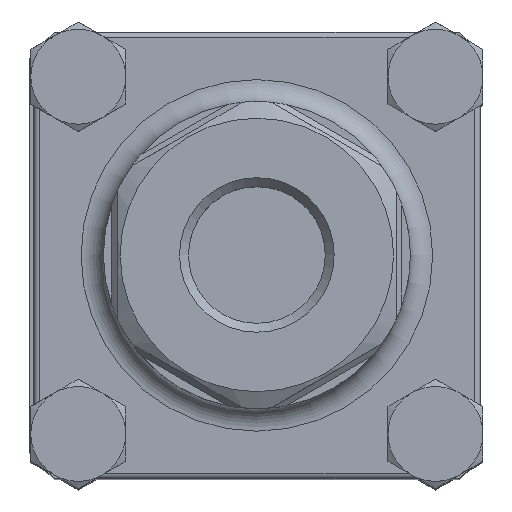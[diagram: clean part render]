
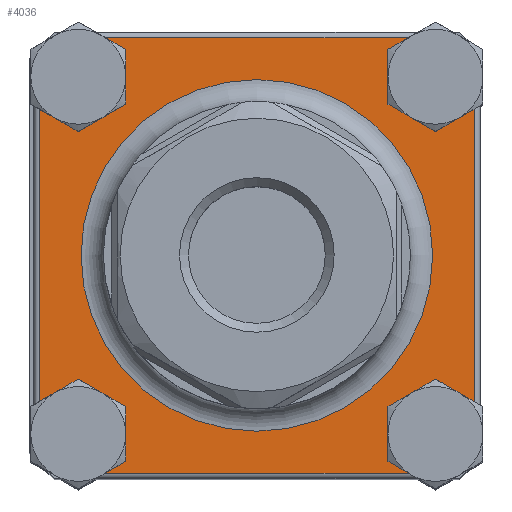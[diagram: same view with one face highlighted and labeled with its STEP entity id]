
A CAD part, top view. The second image highlights one B-rep face of the part: STEP entity #4036.
In plain terms, the highlighted planar face has unit normal (0, 0, 1).
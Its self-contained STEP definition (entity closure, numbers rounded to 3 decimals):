
#31=FACE_BOUND('',#1638,.T.);
#371=LINE('',#6739,#617);
#372=LINE('',#6741,#618);
#373=LINE('',#6746,#619);
#374=LINE('',#6747,#620);
#617=VECTOR('',#5256,10.);
#618=VECTOR('',#5257,10.);
#619=VECTOR('',#5262,10.);
#620=VECTOR('',#5263,10.);
#1002=CIRCLE('',#4282,7.8);
#1027=CIRCLE('',#4337,7.8);
#1046=CIRCLE('',#4385,7.8);
#1047=CIRCLE('',#4386,7.8);
#1058=CIRCLE('',#4419,31.5);
#1060=CIRCLE('',#4422,7.8);
#1061=CIRCLE('',#4423,7.8);
#1219=PLANE('',#4421);
#1392=FACE_OUTER_BOUND('',#1637,.T.);
#1637=EDGE_LOOP('',(#3301,#3302,#3303,#3304,#3305,#3306,#3307,#3308,#3309,
#3310));
#1638=EDGE_LOOP('',(#3311));
#1902=VERTEX_POINT('',#6172);
#1903=VERTEX_POINT('',#6173);
#1956=VERTEX_POINT('',#6384);
#1957=VERTEX_POINT('',#6385);
#1999=VERTEX_POINT('',#6573);
#2000=VERTEX_POINT('',#6574);
#2001=VERTEX_POINT('',#6576);
#2036=VERTEX_POINT('',#6735);
#2037=VERTEX_POINT('',#6740);
#2038=VERTEX_POINT('',#6742);
#2039=VERTEX_POINT('',#6744);
#2282=EDGE_CURVE('',#1902,#1903,#1002,.T.);
#2362=EDGE_CURVE('',#1956,#1957,#1027,.T.);
#2432=EDGE_CURVE('',#2001,#1999,#1046,.T.);
#2434=EDGE_CURVE('',#2000,#2001,#1047,.T.);
#2496=EDGE_CURVE('',#2036,#2036,#1058,.T.);
#2498=EDGE_CURVE('',#1956,#1903,#371,.T.);
#2499=EDGE_CURVE('',#2037,#1957,#372,.T.);
#2500=EDGE_CURVE('',#2037,#2038,#1060,.T.);
#2501=EDGE_CURVE('',#2038,#2039,#1061,.T.);
#2502=EDGE_CURVE('',#2000,#2039,#373,.T.);
#2503=EDGE_CURVE('',#1902,#1999,#374,.T.);
#3301=ORIENTED_EDGE('',*,*,#2282,.T.);
#3302=ORIENTED_EDGE('',*,*,#2498,.F.);
#3303=ORIENTED_EDGE('',*,*,#2362,.T.);
#3304=ORIENTED_EDGE('',*,*,#2499,.F.);
#3305=ORIENTED_EDGE('',*,*,#2500,.T.);
#3306=ORIENTED_EDGE('',*,*,#2501,.T.);
#3307=ORIENTED_EDGE('',*,*,#2502,.F.);
#3308=ORIENTED_EDGE('',*,*,#2434,.T.);
#3309=ORIENTED_EDGE('',*,*,#2432,.T.);
#3310=ORIENTED_EDGE('',*,*,#2503,.F.);
#3311=ORIENTED_EDGE('',*,*,#2496,.F.);
#4036=ADVANCED_FACE('',(#1392,#31),#1219,.T.);
#4282=AXIS2_PLACEMENT_3D('',#6174,#4885,#4886);
#4337=AXIS2_PLACEMENT_3D('',#6386,#5026,#5027);
#4385=AXIS2_PLACEMENT_3D('',#6577,#5149,#5150);
#4386=AXIS2_PLACEMENT_3D('',#6579,#5152,#5153);
#4419=AXIS2_PLACEMENT_3D('',#6736,#5250,#5251);
#4421=AXIS2_PLACEMENT_3D('',#6738,#5254,#5255);
#4422=AXIS2_PLACEMENT_3D('',#6743,#5258,#5259);
#4423=AXIS2_PLACEMENT_3D('',#6745,#5260,#5261);
#4885=DIRECTION('center_axis',(0.,0.,-1.));
#4886=DIRECTION('ref_axis',(0.,-1.,0.));
#5026=DIRECTION('center_axis',(0.,0.,-1.));
#5027=DIRECTION('ref_axis',(0.,-1.,0.));
#5149=DIRECTION('center_axis',(0.,0.,-1.));
#5150=DIRECTION('ref_axis',(0.,-1.,0.));
#5152=DIRECTION('center_axis',(0.,0.,-1.));
#5153=DIRECTION('ref_axis',(0.,-1.,0.));
#5250=DIRECTION('center_axis',(0.,0.,1.));
#5251=DIRECTION('ref_axis',(-1.,0.,0.));
#5254=DIRECTION('center_axis',(0.,0.,1.));
#5255=DIRECTION('ref_axis',(1.,0.,0.));
#5256=DIRECTION('',(1.,0.,0.));
#5257=DIRECTION('',(0.,1.,0.));
#5258=DIRECTION('center_axis',(0.,0.,-1.));
#5259=DIRECTION('ref_axis',(0.,-1.,0.));
#5260=DIRECTION('center_axis',(0.,0.,-1.));
#5261=DIRECTION('ref_axis',(0.,-1.,0.));
#5262=DIRECTION('',(-1.,0.,0.));
#5263=DIRECTION('',(0.,-1.,0.));
#6172=CARTESIAN_POINT('',(39.,28.559,11.8));
#6173=CARTESIAN_POINT('',(28.559,39.,11.8));
#6174=CARTESIAN_POINT('Origin',(32.,32.,11.8));
#6384=CARTESIAN_POINT('',(-28.559,39.,11.8));
#6385=CARTESIAN_POINT('',(-39.,28.559,11.8));
#6386=CARTESIAN_POINT('Origin',(-32.,32.,11.8));
#6573=CARTESIAN_POINT('',(39.,-28.559,11.8));
#6574=CARTESIAN_POINT('',(28.559,-39.,11.8));
#6576=CARTESIAN_POINT('',(32.,-24.2,11.8));
#6577=CARTESIAN_POINT('Origin',(32.,-32.,11.8));
#6579=CARTESIAN_POINT('Origin',(32.,-32.,11.8));
#6735=CARTESIAN_POINT('',(-31.5,0.,11.8));
#6736=CARTESIAN_POINT('Origin',(0.,0.,11.8));
#6738=CARTESIAN_POINT('Origin',(0.,0.,
11.8));
#6739=CARTESIAN_POINT('',(-20.,39.,11.8));
#6740=CARTESIAN_POINT('',(-39.,-28.559,11.8));
#6741=CARTESIAN_POINT('',(-39.,-20.,11.8));
#6742=CARTESIAN_POINT('',(-32.,-24.2,11.8));
#6743=CARTESIAN_POINT('Origin',(-32.,-32.,11.8));
#6744=CARTESIAN_POINT('',(-28.559,-39.,11.8));
#6745=CARTESIAN_POINT('Origin',(-32.,-32.,11.8));
#6746=CARTESIAN_POINT('',(20.,-39.,11.8));
#6747=CARTESIAN_POINT('',(39.,20.,11.8));
